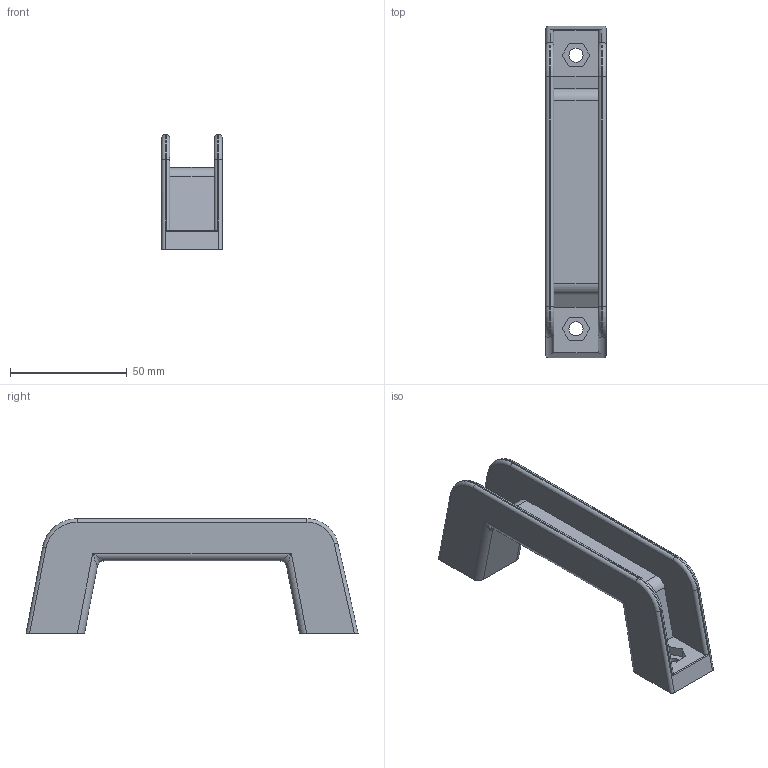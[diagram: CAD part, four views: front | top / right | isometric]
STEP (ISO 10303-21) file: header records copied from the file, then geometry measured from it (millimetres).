
FILE_DESCRIPTION( ( 'Unknown' ), '1' );
FILE_NAME( '6308065_MP117.stp', 'Unknown', ( 'Unknown' ), ( 'Unknown' ), 'PSStep 11.0', 'Unknown', ' ' );
FILE_SCHEMA( ( 'AUTOMOTIVE_DESIGN { 1 0 10303 214 1 1 1 1 }' ) );
Length unit declared in the file: millimetre
Products named in the file (1): 1
Bounding box: 26 x 142 x 49 mm (x, y, z)
Volume: 42278.3 mm3; surface area: 22675.1 mm2
Topology: 1 solids, 1 shells, 74 faces, 187 edges, 113 vertices
Faces by surface type: plane 32, cylinder 30, torus 8, bspline 4
Full cylindrical faces by diameter (mm): 6 x2
Entity records: 3364 total; most frequent: CARTESIAN_POINT 983, DIRECTION 382, ORIENTED_EDGE 360, EDGE_CURVE 180, AXIS2_PLACEMENT_3D 135, VERTEX_POINT 112, LINE 112, VECTOR 112
